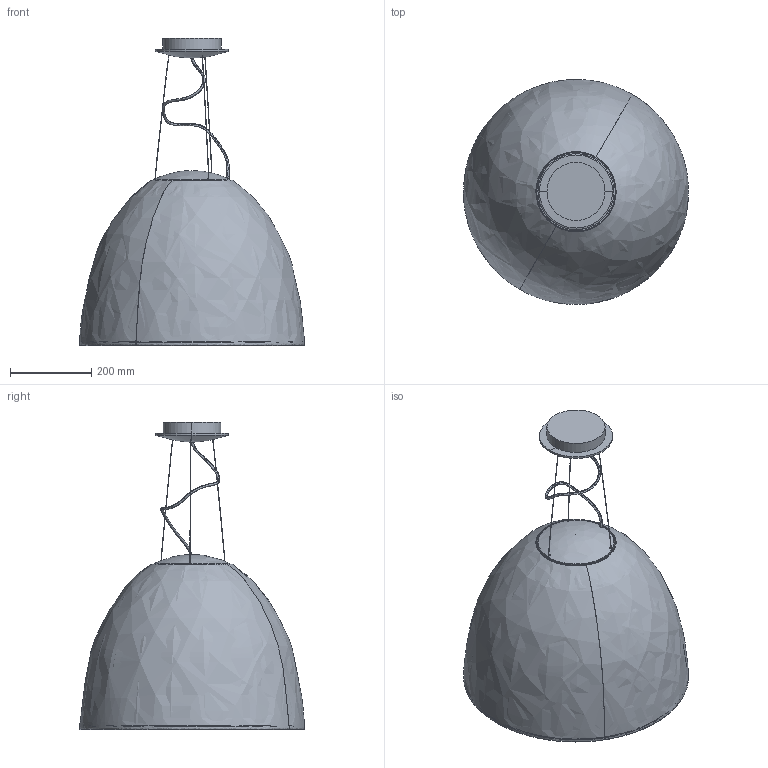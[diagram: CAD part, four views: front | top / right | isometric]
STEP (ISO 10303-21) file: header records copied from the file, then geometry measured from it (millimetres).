
FILE_DESCRIPTION(/* description */ (''),/* implementation_level */ '2;1');
FILE_NAME(/* name */ 'Nur sospensione',/* time_stamp */ '2013-12-13T09:38:12+01:00',/* author */ (''),/* organization */ (''),/* preprocessor_version */ 'ST-DEVELOPER v10',/* originating_system */ '',/* authorisation */ '');
FILE_SCHEMA (('AUTOMOTIVE_DESIGN'));
Length unit declared in the file: millimetre
Products named in the file (1): 1
Bounding box: 554.01 x 553.88 x 756.41 mm (x, y, z)
Volume: 877169.8 mm3; surface area: 1957475.8 mm2
Topology: 5 solids, 8 shells, 161 faces, 466 edges, 314 vertices
Faces by surface type: bspline 152, plane 9
Entity records: 9171 total; most frequent: CARTESIAN_POINT 6751, ORIENTED_EDGE 906, EDGE_CURVE 456, VERTEX_POINT 306, EDGE_LOOP 162, ADVANCED_FACE 161, FACE_OUTER_BOUND 161, B_SPLINE_CURVE_WITH_KNOTS 81
